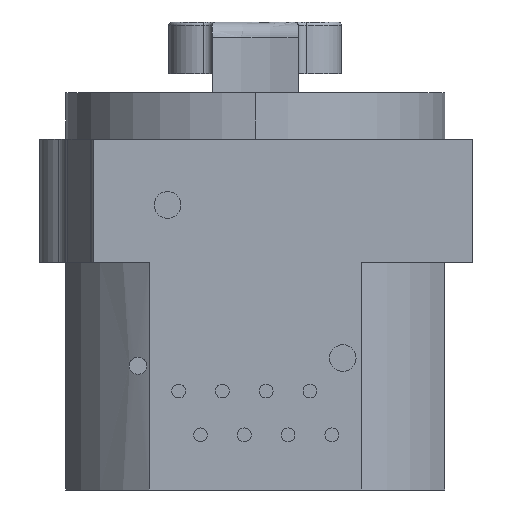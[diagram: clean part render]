
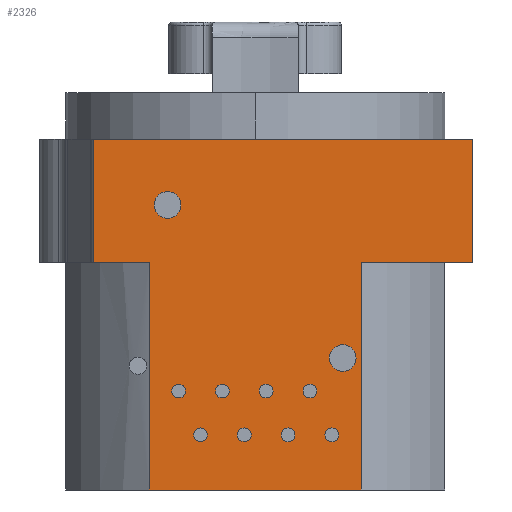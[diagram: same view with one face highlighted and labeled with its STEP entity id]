
A CAD part, front view. The second image highlights one B-rep face of the part: STEP entity #2326.
In plain terms, the highlighted planar face has unit normal (0, -1, 0).
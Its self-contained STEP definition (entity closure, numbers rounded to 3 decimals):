
#225=DIRECTION('',(-1.,0.,0.));
#226=VECTOR('',#225,12.3);
#227=CARTESIAN_POINT('',(6.15,-12.5,-20.35));
#228=LINE('',#227,#226);
#326=DIRECTION('',(-1.,0.,0.));
#327=VECTOR('',#326,6.45);
#328=CARTESIAN_POINT('',(12.6,-12.5,-7.15));
#329=LINE('',#328,#327);
#330=DIRECTION('',(0.,0.,1.));
#331=VECTOR('',#330,13.2);
#332=CARTESIAN_POINT('',(6.15,-12.5,-20.35));
#333=LINE('',#332,#331);
#334=DIRECTION('',(0.,0.,1.));
#335=VECTOR('',#334,13.2);
#336=CARTESIAN_POINT('',(-6.15,-12.5,-20.35));
#337=LINE('',#336,#335);
#338=DIRECTION('',(-1.,0.,0.));
#339=VECTOR('',#338,3.25);
#340=CARTESIAN_POINT('',(-6.15,-12.5,-7.15));
#341=LINE('',#340,#339);
#342=DIRECTION('',(0.,0.,-1.));
#343=VECTOR('',#342,7.15);
#344=CARTESIAN_POINT('',(12.6,-12.5,0.));
#345=LINE('',#344,#343);
#346=CARTESIAN_POINT('',(-5.08,-12.5,-3.81));
#347=DIRECTION('',(0.,1.,0.));
#348=DIRECTION('',(1.,0.,0.));
#349=AXIS2_PLACEMENT_3D('',#346,#347,#348);
#351=CARTESIAN_POINT('',(-5.08,-12.5,-3.81));
#352=DIRECTION('',(0.,1.,0.));
#353=DIRECTION('',(-1.,0.,0.));
#354=AXIS2_PLACEMENT_3D('',#351,#352,#353);
#356=CARTESIAN_POINT('',(5.08,-12.5,-12.7));
#357=DIRECTION('',(0.,1.,0.));
#358=DIRECTION('',(1.,0.,0.));
#359=AXIS2_PLACEMENT_3D('',#356,#357,#358);
#361=CARTESIAN_POINT('',(5.08,-12.5,-12.7));
#362=DIRECTION('',(0.,1.,0.));
#363=DIRECTION('',(-1.,0.,0.));
#364=AXIS2_PLACEMENT_3D('',#361,#362,#363);
#366=CARTESIAN_POINT('',(-4.44,-12.5,-14.61));
#367=DIRECTION('',(0.,1.,0.));
#368=DIRECTION('',(-1.,0.,0.));
#369=AXIS2_PLACEMENT_3D('',#366,#367,#368);
#371=CARTESIAN_POINT('',(-4.44,-12.5,-14.61));
#372=DIRECTION('',(0.,1.,0.));
#373=DIRECTION('',(1.,0.,0.));
#374=AXIS2_PLACEMENT_3D('',#371,#372,#373);
#376=CARTESIAN_POINT('',(-3.17,-12.5,-17.15));
#377=DIRECTION('',(0.,1.,0.));
#378=DIRECTION('',(-1.,0.,0.));
#379=AXIS2_PLACEMENT_3D('',#376,#377,#378);
#381=CARTESIAN_POINT('',(-3.17,-12.5,-17.15));
#382=DIRECTION('',(0.,1.,0.));
#383=DIRECTION('',(1.,0.,0.));
#384=AXIS2_PLACEMENT_3D('',#381,#382,#383);
#386=CARTESIAN_POINT('',(-1.9,-12.5,-14.61));
#387=DIRECTION('',(0.,1.,0.));
#388=DIRECTION('',(-1.,0.,0.));
#389=AXIS2_PLACEMENT_3D('',#386,#387,#388);
#391=CARTESIAN_POINT('',(-1.9,-12.5,-14.61));
#392=DIRECTION('',(0.,1.,0.));
#393=DIRECTION('',(1.,0.,0.));
#394=AXIS2_PLACEMENT_3D('',#391,#392,#393);
#396=CARTESIAN_POINT('',(-0.63,-12.5,-17.15));
#397=DIRECTION('',(0.,1.,0.));
#398=DIRECTION('',(-1.,0.,0.));
#399=AXIS2_PLACEMENT_3D('',#396,#397,#398);
#401=CARTESIAN_POINT('',(-0.63,-12.5,-17.15));
#402=DIRECTION('',(0.,1.,0.));
#403=DIRECTION('',(1.,0.,0.));
#404=AXIS2_PLACEMENT_3D('',#401,#402,#403);
#406=CARTESIAN_POINT('',(0.64,-12.5,-14.61));
#407=DIRECTION('',(0.,1.,0.));
#408=DIRECTION('',(-1.,0.,0.));
#409=AXIS2_PLACEMENT_3D('',#406,#407,#408);
#411=CARTESIAN_POINT('',(0.64,-12.5,-14.61));
#412=DIRECTION('',(0.,1.,0.));
#413=DIRECTION('',(1.,0.,0.));
#414=AXIS2_PLACEMENT_3D('',#411,#412,#413);
#416=CARTESIAN_POINT('',(1.91,-12.5,-17.15));
#417=DIRECTION('',(0.,1.,0.));
#418=DIRECTION('',(-1.,0.,0.));
#419=AXIS2_PLACEMENT_3D('',#416,#417,#418);
#421=CARTESIAN_POINT('',(1.91,-12.5,-17.15));
#422=DIRECTION('',(0.,1.,0.));
#423=DIRECTION('',(1.,0.,0.));
#424=AXIS2_PLACEMENT_3D('',#421,#422,#423);
#426=CARTESIAN_POINT('',(3.18,-12.5,-14.61));
#427=DIRECTION('',(0.,1.,0.));
#428=DIRECTION('',(-1.,0.,0.));
#429=AXIS2_PLACEMENT_3D('',#426,#427,#428);
#431=CARTESIAN_POINT('',(3.18,-12.5,-14.61));
#432=DIRECTION('',(0.,1.,0.));
#433=DIRECTION('',(1.,0.,0.));
#434=AXIS2_PLACEMENT_3D('',#431,#432,#433);
#436=CARTESIAN_POINT('',(4.45,-12.5,-17.15));
#437=DIRECTION('',(0.,1.,0.));
#438=DIRECTION('',(-1.,0.,0.));
#439=AXIS2_PLACEMENT_3D('',#436,#437,#438);
#441=CARTESIAN_POINT('',(4.45,-12.5,-17.15));
#442=DIRECTION('',(0.,1.,0.));
#443=DIRECTION('',(1.,0.,0.));
#444=AXIS2_PLACEMENT_3D('',#441,#442,#443);
#454=DIRECTION('',(0.,0.,-1.));
#455=VECTOR('',#454,7.15);
#456=CARTESIAN_POINT('',(-9.4,-12.5,0.));
#457=LINE('',#456,#455);
#484=DIRECTION('',(-1.,0.,0.));
#485=VECTOR('',#484,22.);
#486=CARTESIAN_POINT('',(12.6,-12.5,0.));
#487=LINE('',#486,#485);
#1676=CARTESIAN_POINT('',(12.6,-12.5,0.));
#1677=CARTESIAN_POINT('',(-9.4,-12.5,0.));
#1678=VERTEX_POINT('',#1676);
#1679=VERTEX_POINT('',#1677);
#1859=CARTESIAN_POINT('',(-4.305,-12.5,-3.81));
#1860=CARTESIAN_POINT('',(-5.855,-12.5,-3.81));
#1861=VERTEX_POINT('',#1859);
#1862=VERTEX_POINT('',#1860);
#1863=CARTESIAN_POINT('',(5.855,-12.5,-12.7));
#1864=CARTESIAN_POINT('',(4.305,-12.5,-12.7));
#1865=VERTEX_POINT('',#1863);
#1866=VERTEX_POINT('',#1864);
#1903=CARTESIAN_POINT('',(-4.84,-12.5,-14.61));
#1904=CARTESIAN_POINT('',(-4.04,-12.5,-14.61));
#1905=VERTEX_POINT('',#1903);
#1906=VERTEX_POINT('',#1904);
#1907=CARTESIAN_POINT('',(-3.57,-12.5,-17.15));
#1908=CARTESIAN_POINT('',(-2.77,-12.5,-17.15));
#1909=VERTEX_POINT('',#1907);
#1910=VERTEX_POINT('',#1908);
#1911=CARTESIAN_POINT('',(-2.3,-12.5,-14.61));
#1912=CARTESIAN_POINT('',(-1.5,-12.5,-14.61));
#1913=VERTEX_POINT('',#1911);
#1914=VERTEX_POINT('',#1912);
#1915=CARTESIAN_POINT('',(-1.03,-12.5,-17.15));
#1916=CARTESIAN_POINT('',(-0.23,-12.5,-17.15));
#1917=VERTEX_POINT('',#1915);
#1918=VERTEX_POINT('',#1916);
#1919=CARTESIAN_POINT('',(0.24,-12.5,-14.61));
#1920=CARTESIAN_POINT('',(1.04,-12.5,-14.61));
#1921=VERTEX_POINT('',#1919);
#1922=VERTEX_POINT('',#1920);
#1923=CARTESIAN_POINT('',(1.51,-12.5,-17.15));
#1924=CARTESIAN_POINT('',(2.31,-12.5,-17.15));
#1925=VERTEX_POINT('',#1923);
#1926=VERTEX_POINT('',#1924);
#1927=CARTESIAN_POINT('',(2.78,-12.5,-14.61));
#1928=CARTESIAN_POINT('',(3.58,-12.5,-14.61));
#1929=VERTEX_POINT('',#1927);
#1930=VERTEX_POINT('',#1928);
#1931=CARTESIAN_POINT('',(4.05,-12.5,-17.15));
#1932=CARTESIAN_POINT('',(4.85,-12.5,-17.15));
#1933=VERTEX_POINT('',#1931);
#1934=VERTEX_POINT('',#1932);
#1983=CARTESIAN_POINT('',(-6.15,-12.5,-20.35));
#1984=VERTEX_POINT('',#1983);
#1985=CARTESIAN_POINT('',(6.15,-12.5,-20.35));
#1986=VERTEX_POINT('',#1985);
#1987=CARTESIAN_POINT('',(12.6,-12.5,-7.15));
#1988=CARTESIAN_POINT('',(6.15,-12.5,-7.15));
#1989=VERTEX_POINT('',#1987);
#1990=VERTEX_POINT('',#1988);
#1991=CARTESIAN_POINT('',(-6.15,-12.5,-7.15));
#1992=CARTESIAN_POINT('',(-9.4,-12.5,-7.15));
#1993=VERTEX_POINT('',#1991);
#1994=VERTEX_POINT('',#1992);
#2246=CARTESIAN_POINT('',(12.6,-12.5,0.));
#2247=DIRECTION('',(0.,1.,0.));
#2248=DIRECTION('',(-1.,0.,0.));
#2249=AXIS2_PLACEMENT_3D('',#2246,#2247,#2248);
#2250=PLANE('',#2249);
#2251=ORIENTED_EDGE('',*,*,#2164,.T.);
#2253=ORIENTED_EDGE('',*,*,#2252,.F.);
#2254=ORIENTED_EDGE('',*,*,#2070,.T.);
#2256=ORIENTED_EDGE('',*,*,#2255,.T.);
#2257=ORIENTED_EDGE('',*,*,#2191,.T.);
#2259=ORIENTED_EDGE('',*,*,#2258,.F.);
#2261=ORIENTED_EDGE('',*,*,#2260,.F.);
#2263=ORIENTED_EDGE('',*,*,#2262,.T.);
#2264=EDGE_LOOP('',(#2251,#2253,#2254,#2256,#2257,#2259,#2261,#2263));
#2265=FACE_OUTER_BOUND('',#2264,.F.);
#2267=ORIENTED_EDGE('',*,*,#2266,.F.);
#2269=ORIENTED_EDGE('',*,*,#2268,.F.);
#2270=EDGE_LOOP('',(#2267,#2269));
#2271=FACE_BOUND('',#2270,.F.);
#2273=ORIENTED_EDGE('',*,*,#2272,.F.);
#2275=ORIENTED_EDGE('',*,*,#2274,.F.);
#2276=EDGE_LOOP('',(#2273,#2275));
#2277=FACE_BOUND('',#2276,.F.);
#2279=ORIENTED_EDGE('',*,*,#2278,.F.);
#2281=ORIENTED_EDGE('',*,*,#2280,.F.);
#2282=EDGE_LOOP('',(#2279,#2281));
#2283=FACE_BOUND('',#2282,.F.);
#2285=ORIENTED_EDGE('',*,*,#2284,.F.);
#2287=ORIENTED_EDGE('',*,*,#2286,.F.);
#2288=EDGE_LOOP('',(#2285,#2287));
#2289=FACE_BOUND('',#2288,.F.);
#2291=ORIENTED_EDGE('',*,*,#2290,.F.);
#2293=ORIENTED_EDGE('',*,*,#2292,.F.);
#2294=EDGE_LOOP('',(#2291,#2293));
#2295=FACE_BOUND('',#2294,.F.);
#2297=ORIENTED_EDGE('',*,*,#2296,.F.);
#2299=ORIENTED_EDGE('',*,*,#2298,.F.);
#2300=EDGE_LOOP('',(#2297,#2299));
#2301=FACE_BOUND('',#2300,.F.);
#2303=ORIENTED_EDGE('',*,*,#2302,.F.);
#2305=ORIENTED_EDGE('',*,*,#2304,.F.);
#2306=EDGE_LOOP('',(#2303,#2305));
#2307=FACE_BOUND('',#2306,.F.);
#2309=ORIENTED_EDGE('',*,*,#2308,.F.);
#2311=ORIENTED_EDGE('',*,*,#2310,.F.);
#2312=EDGE_LOOP('',(#2309,#2311));
#2313=FACE_BOUND('',#2312,.F.);
#2315=ORIENTED_EDGE('',*,*,#2314,.F.);
#2317=ORIENTED_EDGE('',*,*,#2316,.F.);
#2318=EDGE_LOOP('',(#2315,#2317));
#2319=FACE_BOUND('',#2318,.F.);
#2321=ORIENTED_EDGE('',*,*,#2320,.F.);
#2323=ORIENTED_EDGE('',*,*,#2322,.F.);
#2324=EDGE_LOOP('',(#2321,#2323));
#2325=FACE_BOUND('',#2324,.F.);
#350=CIRCLE('',#349,0.775);
#355=CIRCLE('',#354,0.775);
#360=CIRCLE('',#359,0.775);
#365=CIRCLE('',#364,0.775);
#370=CIRCLE('',#369,0.4);
#375=CIRCLE('',#374,0.4);
#380=CIRCLE('',#379,0.4);
#385=CIRCLE('',#384,0.4);
#390=CIRCLE('',#389,0.4);
#395=CIRCLE('',#394,0.4);
#400=CIRCLE('',#399,0.4);
#405=CIRCLE('',#404,0.4);
#410=CIRCLE('',#409,0.4);
#415=CIRCLE('',#414,0.4);
#420=CIRCLE('',#419,0.4);
#425=CIRCLE('',#424,0.4);
#430=CIRCLE('',#429,0.4);
#435=CIRCLE('',#434,0.4);
#440=CIRCLE('',#439,0.4);
#445=CIRCLE('',#444,0.4);
#2070=EDGE_CURVE('',#1986,#1984,#228,.T.);
#2164=EDGE_CURVE('',#1989,#1990,#329,.T.);
#2191=EDGE_CURVE('',#1993,#1994,#341,.T.);
#2252=EDGE_CURVE('',#1986,#1990,#333,.T.);
#2255=EDGE_CURVE('',#1984,#1993,#337,.T.);
#2258=EDGE_CURVE('',#1679,#1994,#457,.T.);
#2260=EDGE_CURVE('',#1678,#1679,#487,.T.);
#2262=EDGE_CURVE('',#1678,#1989,#345,.T.);
#2266=EDGE_CURVE('',#1861,#1862,#350,.T.);
#2268=EDGE_CURVE('',#1862,#1861,#355,.T.);
#2272=EDGE_CURVE('',#1865,#1866,#360,.T.);
#2274=EDGE_CURVE('',#1866,#1865,#365,.T.);
#2278=EDGE_CURVE('',#1905,#1906,#370,.T.);
#2280=EDGE_CURVE('',#1906,#1905,#375,.T.);
#2284=EDGE_CURVE('',#1909,#1910,#380,.T.);
#2286=EDGE_CURVE('',#1910,#1909,#385,.T.);
#2290=EDGE_CURVE('',#1913,#1914,#390,.T.);
#2292=EDGE_CURVE('',#1914,#1913,#395,.T.);
#2296=EDGE_CURVE('',#1917,#1918,#400,.T.);
#2298=EDGE_CURVE('',#1918,#1917,#405,.T.);
#2302=EDGE_CURVE('',#1921,#1922,#410,.T.);
#2304=EDGE_CURVE('',#1922,#1921,#415,.T.);
#2308=EDGE_CURVE('',#1925,#1926,#420,.T.);
#2310=EDGE_CURVE('',#1926,#1925,#425,.T.);
#2314=EDGE_CURVE('',#1929,#1930,#430,.T.);
#2316=EDGE_CURVE('',#1930,#1929,#435,.T.);
#2320=EDGE_CURVE('',#1933,#1934,#440,.T.);
#2322=EDGE_CURVE('',#1934,#1933,#445,.T.);
#2326=ADVANCED_FACE('',(#2265,#2271,#2277,#2283,#2289,#2295,#2301,#2307,#2313,
#2319,#2325),#2250,.F.);
